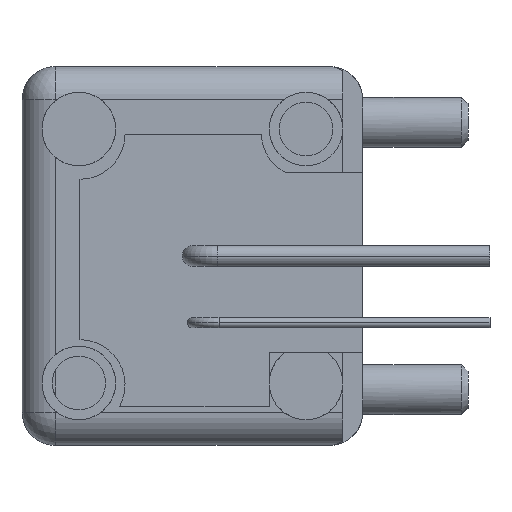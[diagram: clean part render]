
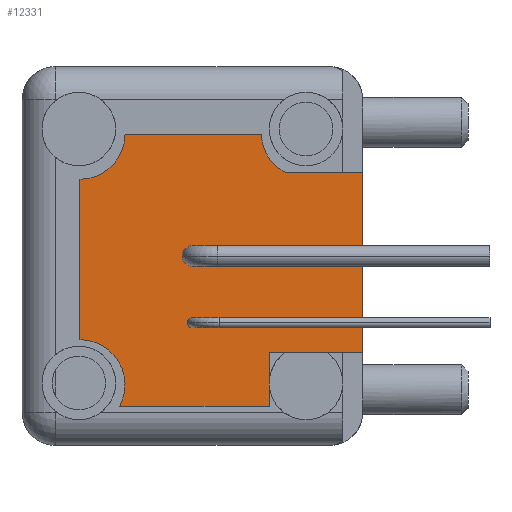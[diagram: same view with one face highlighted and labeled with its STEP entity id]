
A CAD part, left-side view. The second image highlights one B-rep face of the part: STEP entity #12331.
In plain terms, the highlighted planar face has unit normal (-1, 0, 0).
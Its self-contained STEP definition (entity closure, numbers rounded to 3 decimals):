
#3787=DIRECTION('',(0.,0.,1.));
#3788=VECTOR('',#3787,6.858);
#3789=CARTESIAN_POINT('',(-5.106,-6.477,-3.68));
#3790=LINE('',#3789,#3788);
#4139=DIRECTION('',(0.,-1.,0.));
#4140=VECTOR('',#4139,3.556);
#4141=CARTESIAN_POINT('',(-5.106,-2.921,-3.68));
#4142=LINE('',#4141,#4140);
#4143=DIRECTION('',(0.,0.,1.));
#4144=VECTOR('',#4143,2.027);
#4145=CARTESIAN_POINT('',(-5.106,-2.921,-5.707));
#4146=LINE('',#4145,#4144);
#4147=DIRECTION('',(0.,-1.,0.));
#4148=VECTOR('',#4147,5.687);
#4149=CARTESIAN_POINT('',(-5.106,2.766,-5.707));
#4150=LINE('',#4149,#4148);
#4151=CARTESIAN_POINT('',(-5.106,4.276,-4.894));
#4152=DIRECTION('',(1.,0.,0.));
#4153=DIRECTION('',(0.,0.,1.));
#4154=AXIS2_PLACEMENT_3D('',#4151,#4152,#4153);
#4156=DIRECTION('',(0.,0.,-1.));
#4157=VECTOR('',#4156,6.096);
#4158=CARTESIAN_POINT('',(-5.106,4.276,2.916));
#4159=LINE('',#4158,#4157);
#4160=CARTESIAN_POINT('',(-5.106,4.276,4.631));
#4161=DIRECTION('',(1.,0.,0.));
#4162=DIRECTION('',(0.,-1.,0.));
#4163=AXIS2_PLACEMENT_3D('',#4160,#4161,#4162);
#4165=DIRECTION('',(0.,1.,0.));
#4166=VECTOR('',#4165,5.188);
#4167=CARTESIAN_POINT('',(-5.106,-2.627,4.631));
#4168=LINE('',#4167,#4166);
#4169=CARTESIAN_POINT('',(-5.106,-4.24,4.631));
#4170=DIRECTION('',(1.,0.,0.));
#4171=DIRECTION('',(0.,0.434,-0.901));
#4172=AXIS2_PLACEMENT_3D('',#4169,#4170,#4171);
#4174=DIRECTION('',(0.,1.,0.));
#4175=VECTOR('',#4174,2.937);
#4176=CARTESIAN_POINT('',(-5.106,-6.477,3.178));
#4177=LINE('',#4176,#4175);
#4178=CARTESIAN_POINT('',(-5.106,-0.191,-2.54));
#4179=CARTESIAN_POINT('',(-5.106,-0.191,-2.524));
#4180=CARTESIAN_POINT('',(-5.106,-0.186,-2.491));
#4181=CARTESIAN_POINT('',(-5.106,-0.167,-2.445));
#4182=CARTESIAN_POINT('',(-5.106,-0.137,-2.404));
#4183=CARTESIAN_POINT('',(-5.106,-0.097,-2.373));
#4184=CARTESIAN_POINT('',(-5.106,-0.05,-2.354));
#4185=CARTESIAN_POINT('',(-5.106,0.,-2.347));
#4186=CARTESIAN_POINT('',(-5.106,0.05,-2.354));
#4187=CARTESIAN_POINT('',(-5.106,0.097,-2.373));
#4188=CARTESIAN_POINT('',(-5.106,0.137,-2.404));
#4189=CARTESIAN_POINT('',(-5.106,0.167,-2.445));
#4190=CARTESIAN_POINT('',(-5.106,0.186,-2.491));
#4191=CARTESIAN_POINT('',(-5.106,0.191,-2.524));
#4192=CARTESIAN_POINT('',(-5.106,0.191,-2.54));
#4194=CARTESIAN_POINT('',(-5.106,0.,0.));
#4195=DIRECTION('',(-1.,0.,0.));
#4196=DIRECTION('',(0.,-1.,0.));
#4197=AXIS2_PLACEMENT_3D('',#4194,#4195,#4196);
#4203=CARTESIAN_POINT('',(-5.106,0.,0.));
#4204=DIRECTION('',(-1.,0.,0.));
#4205=DIRECTION('',(0.,1.,0.));
#4206=AXIS2_PLACEMENT_3D('',#4203,#4204,#4205);
#4260=CARTESIAN_POINT('',(-5.106,-0.191,-2.54));
#4261=CARTESIAN_POINT('',(-5.106,-0.191,-2.556));
#4262=CARTESIAN_POINT('',(-5.106,-0.187,-2.587));
#4263=CARTESIAN_POINT('',(-5.106,-0.168,-2.634));
#4264=CARTESIAN_POINT('',(-5.106,-0.138,-2.675));
#4265=CARTESIAN_POINT('',(-5.106,-0.097,-2.706));
#4266=CARTESIAN_POINT('',(-5.106,-0.051,-2.726));
#4267=CARTESIAN_POINT('',(-5.106,0.,-2.733));
#4268=CARTESIAN_POINT('',(-5.106,0.051,-2.726));
#4269=CARTESIAN_POINT('',(-5.106,0.097,-2.706));
#4270=CARTESIAN_POINT('',(-5.106,0.138,-2.675));
#4271=CARTESIAN_POINT('',(-5.106,0.168,-2.634));
#4272=CARTESIAN_POINT('',(-5.106,0.187,-2.587));
#4273=CARTESIAN_POINT('',(-5.106,0.191,-2.556));
#4274=CARTESIAN_POINT('',(-5.106,0.191,-2.54));
#6314=CARTESIAN_POINT('',(-5.106,4.276,-3.18));
#6315=CARTESIAN_POINT('',(-5.106,2.766,-5.707));
#6316=VERTEX_POINT('',#6314);
#6317=VERTEX_POINT('',#6315);
#6318=CARTESIAN_POINT('',(-5.106,-2.921,-5.707));
#6319=VERTEX_POINT('',#6318);
#6320=CARTESIAN_POINT('',(-5.106,-2.921,-3.68));
#6321=VERTEX_POINT('',#6320);
#6322=CARTESIAN_POINT('',(-5.106,-3.54,3.178));
#6323=CARTESIAN_POINT('',(-5.106,-2.627,4.631));
#6324=VERTEX_POINT('',#6322);
#6325=VERTEX_POINT('',#6323);
#6326=CARTESIAN_POINT('',(-5.106,2.561,4.631));
#6327=VERTEX_POINT('',#6326);
#6328=CARTESIAN_POINT('',(-5.106,4.276,2.916));
#6329=VERTEX_POINT('',#6328);
#6350=CARTESIAN_POINT('',(-5.106,-6.477,-3.68));
#6351=CARTESIAN_POINT('',(-5.106,-6.477,3.178));
#6352=VERTEX_POINT('',#6350);
#6353=VERTEX_POINT('',#6351);
#6592=CARTESIAN_POINT('',(-5.106,-0.386,0.));
#6593=CARTESIAN_POINT('',(-5.106,0.386,0.));
#6594=VERTEX_POINT('',#6592);
#6595=VERTEX_POINT('',#6593);
#6596=VERTEX_POINT('',#4178);
#6597=VERTEX_POINT('',#4192);
#12302=CARTESIAN_POINT('',(-5.106,0.,0.));
#12303=DIRECTION('',(-1.,0.,0.));
#12304=DIRECTION('',(0.,0.,1.));
#12305=AXIS2_PLACEMENT_3D('',#12302,#12303,#12304);
#12306=PLANE('',#12305);
#12307=ORIENTED_EDGE('',*,*,#11792,.F.);
#12308=ORIENTED_EDGE('',*,*,#11833,.F.);
#12309=ORIENTED_EDGE('',*,*,#12212,.F.);
#12310=ORIENTED_EDGE('',*,*,#12227,.F.);
#12311=ORIENTED_EDGE('',*,*,#12241,.F.);
#12312=ORIENTED_EDGE('',*,*,#12255,.F.);
#12313=ORIENTED_EDGE('',*,*,#12269,.F.);
#12314=ORIENTED_EDGE('',*,*,#12283,.F.);
#12315=ORIENTED_EDGE('',*,*,#12296,.F.);
#12316=ORIENTED_EDGE('',*,*,#7735,.F.);
#12317=EDGE_LOOP('',(#12307,#12308,#12309,#12310,#12311,#12312,#12313,#12314,
#12315,#12316));
#12318=FACE_OUTER_BOUND('',#12317,.F.);
#12320=ORIENTED_EDGE('',*,*,#12319,.T.);
#12322=ORIENTED_EDGE('',*,*,#12321,.T.);
#12323=EDGE_LOOP('',(#12320,#12322));
#12324=FACE_BOUND('',#12323,.F.);
#12326=ORIENTED_EDGE('',*,*,#12325,.F.);
#12328=ORIENTED_EDGE('',*,*,#12327,.T.);
#12329=EDGE_LOOP('',(#12326,#12328));
#12330=FACE_BOUND('',#12329,.F.);
#12331=ADVANCED_FACE('',(#12318,#12324,#12330),#12306,.T.);
#4155=CIRCLE('',#4154,1.715);
#4164=CIRCLE('',#4163,1.715);
#4173=CIRCLE('',#4172,1.613);
#4193=B_SPLINE_CURVE_WITH_KNOTS('',3,(#4178,#4179,#4180,#4181,#4182,#4183,#4184,
#4185,#4186,#4187,#4188,#4189,#4190,#4191,#4192),.UNSPECIFIED.,.F.,.F.,(4,1,1,1,
1,1,1,1,1,1,1,1,4),(0.,0.083,0.167,0.25,
0.333,0.417,0.5,0.583,0.667,
0.75,0.833,0.917,1.),.UNSPECIFIED.);
#4198=CIRCLE('',#4197,0.386);
#4207=CIRCLE('',#4206,0.386);
#4275=B_SPLINE_CURVE_WITH_KNOTS('',3,(#4260,#4261,#4262,#4263,#4264,#4265,#4266,
#4267,#4268,#4269,#4270,#4271,#4272,#4273,#4274),.UNSPECIFIED.,.F.,.F.,(4,1,1,1,
1,1,1,1,1,1,1,1,4),(0.,0.083,0.167,0.25,
0.333,0.417,0.5,0.583,0.667,
0.75,0.833,0.917,1.),.UNSPECIFIED.);
#7735=EDGE_CURVE('',#6353,#6324,#4177,.T.);
#11792=EDGE_CURVE('',#6352,#6353,#3790,.T.);
#11833=EDGE_CURVE('',#6321,#6352,#4142,.T.);
#12212=EDGE_CURVE('',#6319,#6321,#4146,.T.);
#12227=EDGE_CURVE('',#6317,#6319,#4150,.T.);
#12241=EDGE_CURVE('',#6316,#6317,#4155,.T.);
#12255=EDGE_CURVE('',#6329,#6316,#4159,.T.);
#12269=EDGE_CURVE('',#6327,#6329,#4164,.T.);
#12283=EDGE_CURVE('',#6325,#6327,#4168,.T.);
#12296=EDGE_CURVE('',#6324,#6325,#4173,.T.);
#12319=EDGE_CURVE('',#6594,#6595,#4198,.T.);
#12321=EDGE_CURVE('',#6595,#6594,#4207,.T.);
#12325=EDGE_CURVE('',#6596,#6597,#4275,.T.);
#12327=EDGE_CURVE('',#6596,#6597,#4193,.T.);
